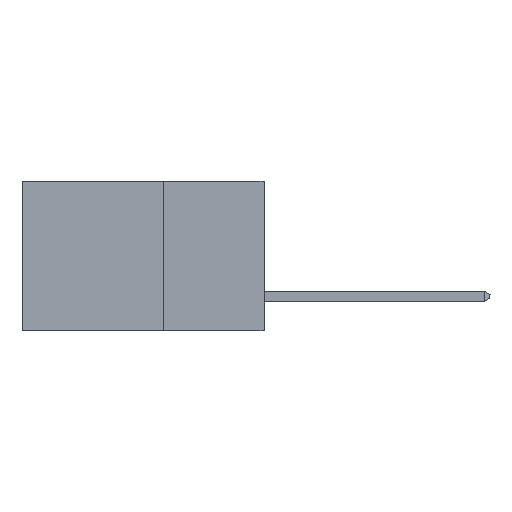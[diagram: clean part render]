
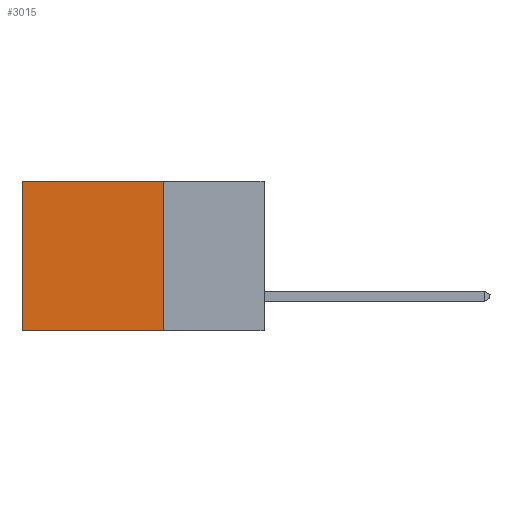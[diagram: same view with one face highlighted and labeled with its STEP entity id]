
A CAD part, left-side view. The second image highlights one B-rep face of the part: STEP entity #3015.
In plain terms, the highlighted planar face has unit normal (-1, 0, 0).
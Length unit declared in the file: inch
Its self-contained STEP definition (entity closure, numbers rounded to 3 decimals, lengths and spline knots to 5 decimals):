
#777 = VERTEX_POINT ( 'NONE', #11088 ) ;
#883 = DIRECTION ( 'NONE',  ( 0., 0., -1. ) ) ;
#1084 = LINE ( 'NONE', #4095, #5584 ) ;
#2125 = VERTEX_POINT ( 'NONE', #15726 ) ;
#2873 = ORIENTED_EDGE ( 'NONE', *, *, #18346, .F. ) ;
#3015 = ADVANCED_FACE ( 'NONE', ( #13361 ), #19756, .F. ) ;
#4095 = CARTESIAN_POINT ( 'NONE',  ( 0.2615, 0.6, -0.37 ) ) ;
#5027 = EDGE_CURVE ( 'NONE', #777, #15710, #19702, .T. ) ;
#5296 = CARTESIAN_POINT ( 'NONE',  ( 0.2615, 0.25, -0.37 ) ) ;
#5584 = VECTOR ( 'NONE', #883, 39.37008 ) ;
#6489 = DIRECTION ( 'NONE',  ( 0., 0., -1. ) ) ;
#8680 = DIRECTION ( 'NONE',  ( 0., 0., -1. ) ) ;
#8986 = CARTESIAN_POINT ( 'NONE',  ( 0.2615, 0.25, -0.37 ) ) ;
#9563 = LINE ( 'NONE', #11188, #11275 ) ;
#10289 = DIRECTION ( 'NONE',  ( 1., 0., 0. ) ) ;
#11088 = CARTESIAN_POINT ( 'NONE',  ( 0.2615, 0.25, 0. ) ) ;
#11188 = CARTESIAN_POINT ( 'NONE',  ( 0.2615, 0.25, 0. ) ) ;
#11275 = VECTOR ( 'NONE', #15531, 39.37008 ) ;
#12091 = CARTESIAN_POINT ( 'NONE',  ( 0.2615, 0.25, -0.37 ) ) ;
#12238 = ORIENTED_EDGE ( 'NONE', *, *, #12664, .T. ) ;
#12368 = EDGE_LOOP ( 'NONE', ( #12238, #2873, #16685, #15599 ) ) ;
#12664 = EDGE_CURVE ( 'NONE', #2125, #17833, #1084, .T. ) ;
#13320 = LINE ( 'NONE', #12091, #19885 ) ;
#13361 = FACE_OUTER_BOUND ( 'NONE', #12368, .T. ) ;
#14342 = EDGE_CURVE ( 'NONE', #777, #2125, #9563, .T. ) ;
#14932 = CARTESIAN_POINT ( 'NONE',  ( 0.2615, 0.25, -0.37 ) ) ;
#15531 = DIRECTION ( 'NONE',  ( 0., 1., 0. ) ) ;
#15599 = ORIENTED_EDGE ( 'NONE', *, *, #14342, .T. ) ;
#15661 = VECTOR ( 'NONE', #8680, 39.37008 ) ;
#15710 = VERTEX_POINT ( 'NONE', #5296 ) ;
#15726 = CARTESIAN_POINT ( 'NONE',  ( 0.2615, 0.6, 0. ) ) ;
#16612 = DIRECTION ( 'NONE',  ( 0., 1., 0. ) ) ;
#16685 = ORIENTED_EDGE ( 'NONE', *, *, #5027, .F. ) ;
#17833 = VERTEX_POINT ( 'NONE', #19136 ) ;
#18346 = EDGE_CURVE ( 'NONE', #15710, #17833, #13320, .T. ) ;
#19136 = CARTESIAN_POINT ( 'NONE',  ( 0.2615, 0.6, -0.37 ) ) ;
#19702 = LINE ( 'NONE', #8986, #15661 ) ;
#19756 = PLANE ( 'NONE',  #19891 ) ;
#19885 = VECTOR ( 'NONE', #16612, 39.37008 ) ;
#19891 = AXIS2_PLACEMENT_3D ( 'NONE', #14932, #10289, #6489 ) ;
